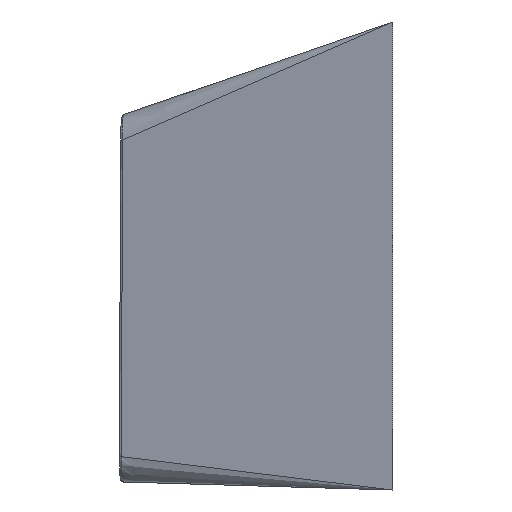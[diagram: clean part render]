
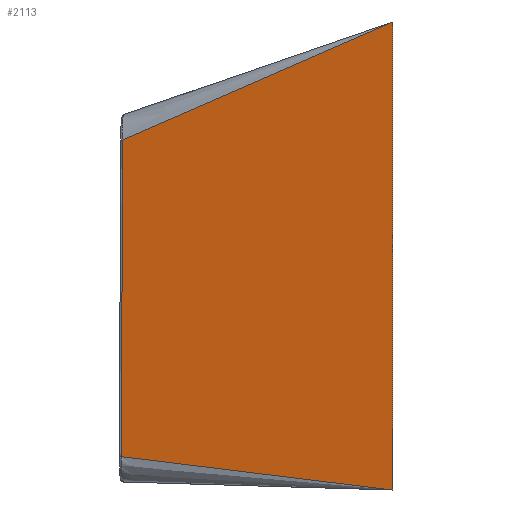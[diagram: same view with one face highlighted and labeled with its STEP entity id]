
A CAD part, left-side view. The second image highlights one B-rep face of the part: STEP entity #2113.
In plain terms, the highlighted free-form (B-spline) face has degree [3, 1] with [6, 2] control points.
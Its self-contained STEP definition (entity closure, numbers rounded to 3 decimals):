
#342 = CARTESIAN_POINT ( 'NONE',  ( 0., 0., 12. ) ) ;
#343 = CARTESIAN_POINT ( 'NONE',  ( 1.859, 7.341, 14.79 ) ) ;
#352 = CARTESIAN_POINT ( 'NONE',  ( 0., 0., 18. ) ) ;
#455 = CARTESIAN_POINT ( 'NONE',  ( 2.63, 10.385, 13.46 ) ) ;
#482 = EDGE_LOOP ( 'NONE', ( #2612, #2977, #849, #2057 ) ) ;
#645 = CARTESIAN_POINT ( 'NONE',  ( 0., 0., 6. ) ) ;
#685 = B_SPLINE_CURVE_WITH_KNOTS ( 'NONE', 3,
 ( #1145, #2817, #2851, #3087, #2859, #1435, #3100 ),
 .UNSPECIFIED., .F., .F.,
 ( 4, 3, 4 ),
 ( 0., 0.006, 0.012 ),
 .UNSPECIFIED. ) ;
#691 = VERTEX_POINT ( 'NONE', #2355 ) ;
#726 = VERTEX_POINT ( 'NONE', #455 ) ;
#797 = CARTESIAN_POINT ( 'NONE',  ( 2.65, 10.471, 12.05 ) ) ;
#849 = ORIENTED_EDGE ( 'NONE', *, *, #2636, .T. ) ;
#867 = CARTESIAN_POINT ( 'NONE',  ( 2.65, 10.51, 2.66 ) ) ;
#938 = FACE_OUTER_BOUND ( 'NONE', #482, .T. ) ;
#999 = B_SPLINE_CURVE_WITH_KNOTS ( 'NONE', 3,
 ( #2962, #1780, #343, #2258 ),
 .UNSPECIFIED., .F., .F.,
 ( 4, 4 ),
 ( 0., 0.991 ),
 .UNSPECIFIED. ) ;
#1089 = CARTESIAN_POINT ( 'NONE',  ( 0., 0., 18. ) ) ;
#1145 = CARTESIAN_POINT ( 'NONE',  ( 2.63, 10.385, 13.46 ) ) ;
#1189 = VERTEX_POINT ( 'NONE', #2748 ) ;
#1190 = CARTESIAN_POINT ( 'NONE',  ( 0., 0., 18. ) ) ;
#1273 = EDGE_CURVE ( 'NONE', #726, #1189, #685, .T. ) ;
#1283 = CARTESIAN_POINT ( 'NONE',  ( 2.65, 10.481, 9.703 ) ) ;
#1404 = LINE ( 'NONE', #352, #1921 ) ;
#1435 = CARTESIAN_POINT ( 'NONE',  ( 2.63, 10.426, 3.312 ) ) ;
#1484 = VERTEX_POINT ( 'NONE', #1190 ) ;
#1508 = B_SPLINE_CURVE_WITH_KNOTS ( 'NONE', 3,
 ( #2198, #1981, #2891, #2698 ),
 .UNSPECIFIED., .F., .F.,
 ( 4, 4 ),
 ( 0.009, 1. ),
 .UNSPECIFIED. ) ;
#1767 = CARTESIAN_POINT ( 'NONE',  ( 0., 0., 15. ) ) ;
#1780 = CARTESIAN_POINT ( 'NONE',  ( 0.983, 3.88, 16.303 ) ) ;
#1921 = VECTOR ( 'NONE', #2253, 1000. ) ;
#1981 = CARTESIAN_POINT ( 'NONE',  ( 1.859, 7.379, 0.906 ) ) ;
#2057 = ORIENTED_EDGE ( 'NONE', *, *, #2719, .F. ) ;
#2071 = CARTESIAN_POINT ( 'NONE',  ( 2.65, 10.462, 14.398 ) ) ;
#2084 = B_SPLINE_SURFACE_WITH_KNOTS ( 'NONE', 3, 1, ( 
 ( #2477, #2910 ),
 ( #2086, #867 ),
 ( #645, #2285 ),
 ( #342, #1283 ),
 ( #1767, #797 ),
 ( #1089, #2071 ) ),
 .UNSPECIFIED., .F., .F., .F.,
 ( 4, 2, 4 ),
 ( 2, 2 ),
 ( 0., 0.5, 1. ),
 ( 0., 1. ),
 .UNSPECIFIED. ) ;
#2086 = CARTESIAN_POINT ( 'NONE',  ( 0., 0., 3. ) ) ;
#2113 = ADVANCED_FACE ( 'NONE', ( #938 ), #2084, .T. ) ;
#2198 = CARTESIAN_POINT ( 'NONE',  ( 2.63, 10.435, 1.282 ) ) ;
#2253 = DIRECTION ( 'NONE',  ( 0., 0., -1. ) ) ;
#2258 = CARTESIAN_POINT ( 'NONE',  ( 2.63, 10.385, 13.46 ) ) ;
#2285 = CARTESIAN_POINT ( 'NONE',  ( 2.65, 10.5, 5.007 ) ) ;
#2355 = CARTESIAN_POINT ( 'NONE',  ( 0., 0., 0. ) ) ;
#2385 = EDGE_CURVE ( 'NONE', #1484, #726, #999, .T. ) ;
#2477 = CARTESIAN_POINT ( 'NONE',  ( 0., 0., 0. ) ) ;
#2612 = ORIENTED_EDGE ( 'NONE', *, *, #2385, .T. ) ;
#2636 = EDGE_CURVE ( 'NONE', #1189, #691, #1508, .T. ) ;
#2698 = CARTESIAN_POINT ( 'NONE',  ( 0., 0., 0. ) ) ;
#2719 = EDGE_CURVE ( 'NONE', #1484, #691, #1404, .T. ) ;
#2748 = CARTESIAN_POINT ( 'NONE',  ( 2.63, 10.435, 1.282 ) ) ;
#2817 = CARTESIAN_POINT ( 'NONE',  ( 2.63, 10.393, 11.43 ) ) ;
#2851 = CARTESIAN_POINT ( 'NONE',  ( 2.63, 10.402, 9.4 ) ) ;
#2859 = CARTESIAN_POINT ( 'NONE',  ( 2.63, 10.418, 5.341 ) ) ;
#2891 = CARTESIAN_POINT ( 'NONE',  ( 0.983, 3.901, 0.479 ) ) ;
#2910 = CARTESIAN_POINT ( 'NONE',  ( 2.65, 10.52, 0.312 ) ) ;
#2962 = CARTESIAN_POINT ( 'NONE',  ( 0., 0., 18. ) ) ;
#2977 = ORIENTED_EDGE ( 'NONE', *, *, #1273, .T. ) ;
#3087 = CARTESIAN_POINT ( 'NONE',  ( 2.63, 10.41, 7.371 ) ) ;
#3100 = CARTESIAN_POINT ( 'NONE',  ( 2.63, 10.435, 1.282 ) ) ;
